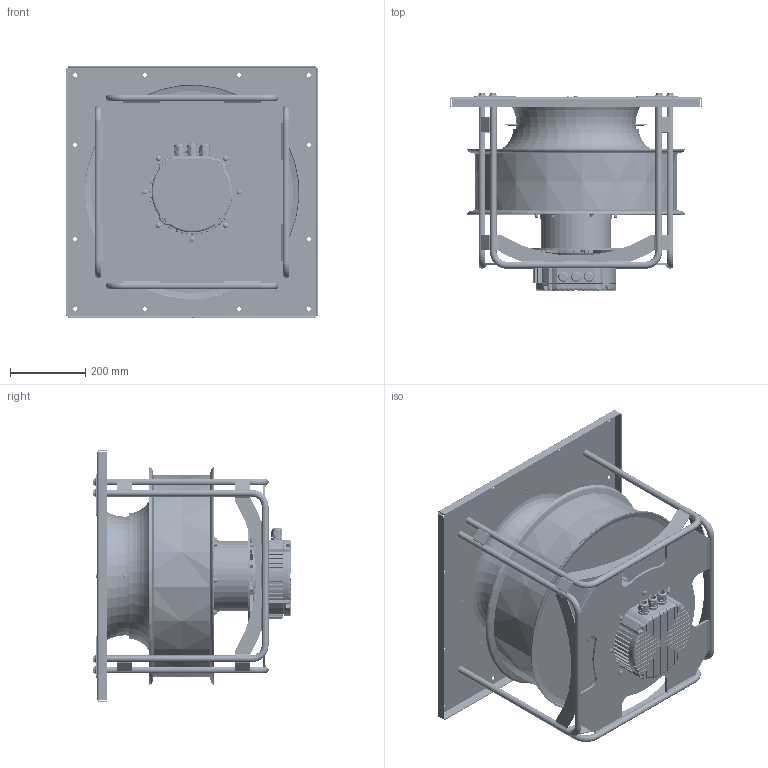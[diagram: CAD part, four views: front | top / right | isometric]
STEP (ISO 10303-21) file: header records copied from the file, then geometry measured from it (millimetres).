
FILE_DESCRIPTION((''),'2;1');
FILE_NAME('1195822_ASM','2023-12-21T14:41:36',('mkulawiak'),(''),'CREO PARAMETRIC BY PTC INC, 2022484','CREO PARAMETRIC BY PTC INC, 2022484','');
FILE_SCHEMA(('CONFIG_CONTROL_DESIGN'));
Length unit declared in the file: millimetre
Products named in the file (42): 1195821; 1172591; 1196434; 1196430_ASM; 1171816; 1173619; 1173620; 1195167; 1111787; 1195823_ASM; 1171842; 1195827; 1193912; FILLET_WELD_ID_1315; 1194432; 1210520; FILLET_WELD_ID_7540; FILLET_WELD_ID_7660; FILLET_WELD_ID_10972; FILLET_WELD_ID_10993; FILLET_WELD_ID_11018; FILLET_WELD_ID_11039; FILLET_WELD_ID_11064; FILLET_WELD_ID_11085; 1212054; FILLET_WELD_ID_8581; FILLET_WELD_ID_8850; FILLET_WELD_ID_16306; FILLET_WELD_ID_16407; FILLET_WELD_ID_16450; FILLET_WELD_ID_16551; FILLET_WELD_ID_16594; FILLET_WELD_ID_16695; FILLET_WELD_ID_15316; FILLET_WELD_ID_15546; FILLET_WELD_ID_15591; FILLET_WELD_ID_15636; 1210841_ASM; 1210435; 1210529 ...
Assembly tree (94 placements, depth 4):
  1195822_ASM
    1195823_ASM
      1195821
      1196430_ASM
        1172591
        1196434
      1171816
      1173619  x2
      1173620  x2
      1195167  x6
      1111787  x2
    1171842
    1210841_ASM
      1195827  x4
      1193912
      FILLET_WELD_ID_1315
      1194432  x8
      1210520  x8
      FILLET_WELD_ID_7540
      FILLET_WELD_ID_7660
      FILLET_WELD_ID_10972
      FILLET_WELD_ID_10993
      FILLET_WELD_ID_11018
      FILLET_WELD_ID_11039
      FILLET_WELD_ID_11064
      FILLET_WELD_ID_11085
      1212054  x4
      FILLET_WELD_ID_8581
      FILLET_WELD_ID_8850
      FILLET_WELD_ID_16306
      FILLET_WELD_ID_16407
      FILLET_WELD_ID_16450
      FILLET_WELD_ID_16551
      FILLET_WELD_ID_16594
      FILLET_WELD_ID_16695
      FILLET_WELD_ID_15316
      FILLET_WELD_ID_15546
      FILLET_WELD_ID_15591
      FILLET_WELD_ID_15636
    1210435  x4
    1195167  x8
    1210529  x8
    1195169  x8
Bounding box: 670 x 527.2 x 670 mm (x, y, z)
Volume: 44999508.3 mm3; surface area: 4435650.9 mm2
Topology: 131 solids, 162 shells, 6342 faces, 16714 edges, 10710 vertices
Faces by surface type: plane 3091, cylinder 2452, cone 358, torus 313, bspline 102, sphere 26
Entity records: 114604 total; most frequent: CARTESIAN_POINT 27187, DIRECTION 18989, ORIENTED_EDGE 17809, EDGE_CURVE 8932, AXIS2_PLACEMENT_3D 7213, VERTEX_POINT 5762, VECTOR 4563, LINE 4563
